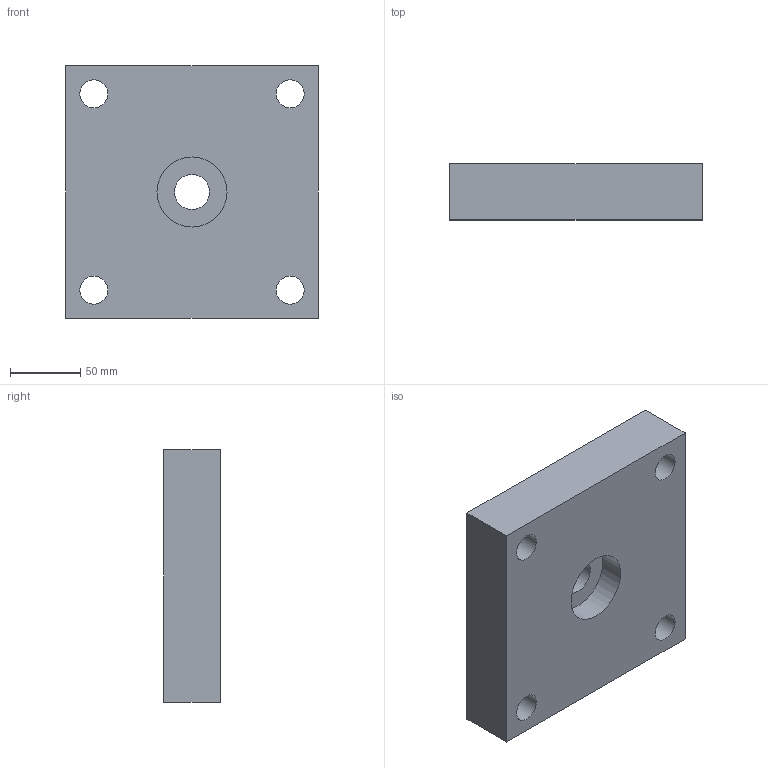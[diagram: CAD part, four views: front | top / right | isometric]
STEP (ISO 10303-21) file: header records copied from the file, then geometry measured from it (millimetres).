
FILE_DESCRIPTION (( 'STEP AP214' ), '1' );
FILE_NAME ('Base.STEP', '2025-02-12T15:02:05', ( '' ), ( '' ), 'SwSTEP 2.0', 'SolidWorks 2025', '' );
FILE_SCHEMA (( 'AUTOMOTIVE_DESIGN' ));
Length unit declared in the file: millimetre
Products named in the file (1): Base
Bounding box: 180 x 40 x 180 mm (x, y, z)
Volume: 1193737.2 mm3; surface area: 105043.3 mm2
Topology: 1 solids, 1 shells, 15 faces, 34 edges, 23 vertices
Faces by surface type: plane 8, cylinder 7
Full cylindrical faces by diameter (mm): 20 x4, 25 x1, 46 x1, 50 x1
Entity records: 429 total; most frequent: DIRECTION 72, CARTESIAN_POINT 64, ORIENTED_EDGE 52, EDGE_LOOP 34, AXIS2_PLACEMENT_3D 30, EDGE_CURVE 26, FACE_OUTER_BOUND 22, VERTEX_POINT 22
